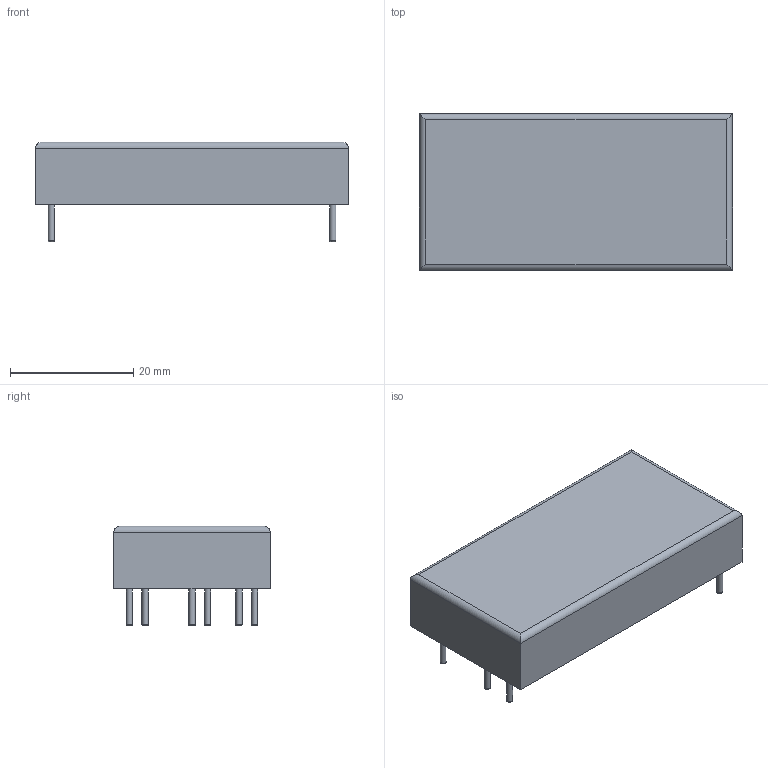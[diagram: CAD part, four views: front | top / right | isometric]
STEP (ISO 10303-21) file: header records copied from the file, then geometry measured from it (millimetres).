
FILE_DESCRIPTION(/* description */ (''),/* implementation_level */ '2;1');
FILE_NAME(/* name */ 'RPA60-FW v1.step',/* time_stamp */ '2020-06-07T15:41:02+09:00',/* author */ (''),/* organization */ (''),/* preprocessor_version */ 'ST-DEVELOPER v18.1',/* originating_system */ 'Autodesk Translation Framework v9.3.0.1241',/* authorisation */ '');
FILE_SCHEMA (('AUTOMOTIVE_DESIGN { 1 0 10303 214 3 1 1 }'));
Length unit declared in the file: millimetre
Products named in the file (8): RPA60-FW; case; pin6; pin1; pin5; pin3; pin2; pin4
Assembly tree (7 placements, depth 2):
  RPA60-FW
    case
    pin6
    pin1
    pin5
    pin3
    pin2
    pin4
Bounding box: 50.8 x 25.4 x 16.2 mm (x, y, z)
Volume: 13157.1 mm3; surface area: 4189.9 mm2
Topology: 7 solids, 7 shells, 34 faces, 56 edges, 36 vertices
Faces by surface type: plane 18, cylinder 10, torus 6
Full cylindrical faces by diameter (mm): 1 x6
Entity records: 1061 total; most frequent: DIRECTION 188, CARTESIAN_POINT 141, ORIENTED_EDGE 112, AXIS2_PLACEMENT_3D 83, EDGE_CURVE 56, VERTEX_POINT 36, FACE_OUTER_BOUND 34, EDGE_LOOP 34
